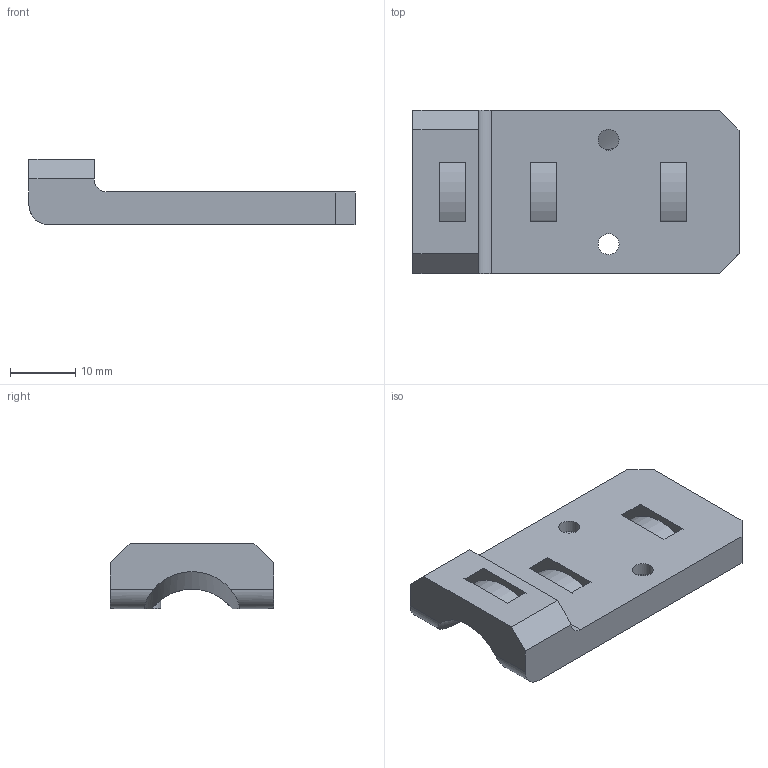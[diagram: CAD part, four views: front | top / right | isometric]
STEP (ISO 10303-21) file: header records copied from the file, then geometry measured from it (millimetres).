
FILE_DESCRIPTION(('FreeCAD Model'),'2;1');
FILE_NAME('Open CASCADE Shape Model','2021-12-28T21:31:01',('Author'),( ''),'Open CASCADE STEP processor 7.5','FreeCAD','Unknown');
FILE_SCHEMA(('AUTOMOTIVE_DESIGN { 1 0 10303 214 1 1 1 1 }'));
Length unit declared in the file: millimetre
Products named in the file (1): wire.fastener
Bounding box: 50 x 25 x 10 mm (x, y, z)
Volume: 5202.1 mm3; surface area: 4216.4 mm2
Topology: 1 solids, 1 shells, 40 faces, 123 edges, 82 vertices
Faces by surface type: plane 22, cylinder 18
Full cylindrical faces by diameter (mm): 3.2 x2, 6.4 x1
Entity records: 3792 total; most frequent: CARTESIAN_POINT 1406, DIRECTION 412, ORIENTED_EDGE 246, PCURVE 246, DEFINITIONAL_REPRESENTATION 246, LINE 218, VECTOR 218, EDGE_CURVE 123
